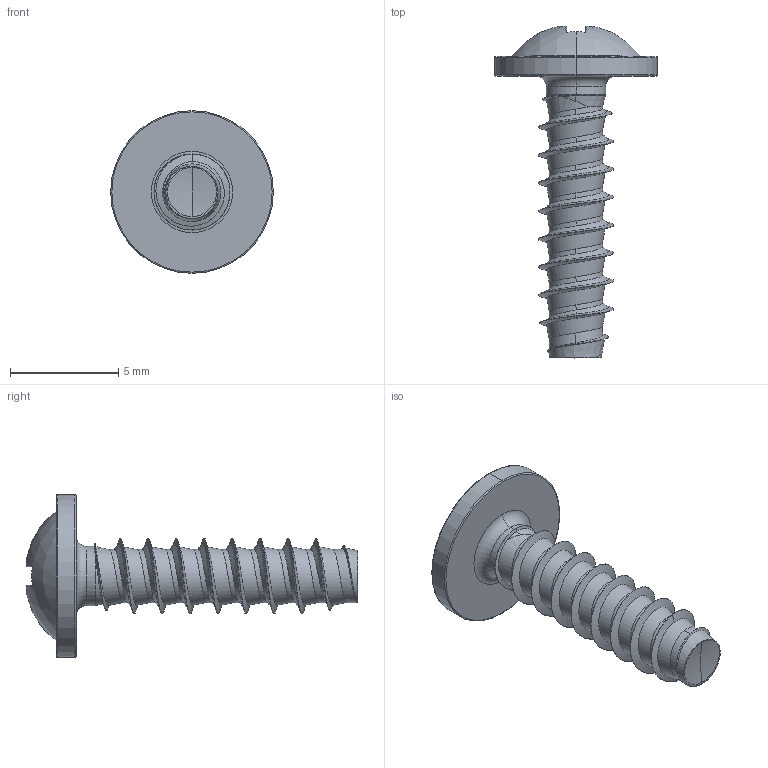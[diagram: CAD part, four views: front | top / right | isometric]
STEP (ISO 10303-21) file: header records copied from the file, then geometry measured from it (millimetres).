
FILE_DESCRIPTION (( 'STEP AP203' ), '1' );
FILE_NAME ('STP210350130.STEP', '2017-08-14T17:21:30', ( '' ), ( '' ), 'SwSTEP 2.0', 'SolidWorks 2015', '' );
FILE_SCHEMA (( 'CONFIG_CONTROL_DESIGN' ));
Length unit declared in the file: millimetre
Products named in the file (1): STP210350130
Bounding box: 7.5 x 15.31 x 7.5 mm (x, y, z)
Volume: 129.3 mm3; surface area: 284.5 mm2
Topology: 1 solids, 1 shells, 189 faces, 451 edges, 265 vertices
Faces by surface type: bspline 55, cylinder 44, plane 31, torus 30, sphere 20, cone 9
Entity records: 17673 total; most frequent: CARTESIAN_POINT 13716, ORIENTED_EDGE 898, DIRECTION 731, EDGE_CURVE 449, AXIS2_PLACEMENT_3D 321, VERTEX_POINT 265, EDGE_LOOP 192, FACE_OUTER_BOUND 189
